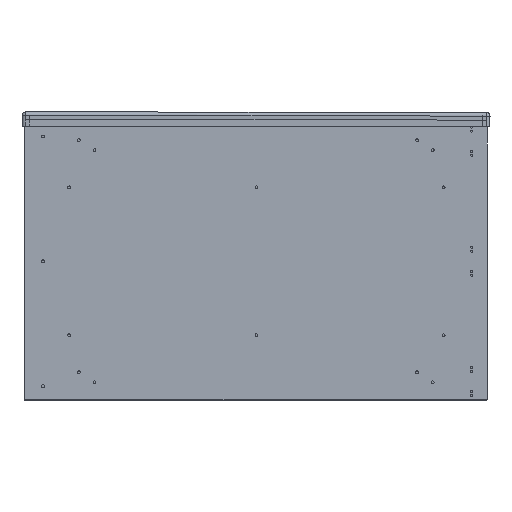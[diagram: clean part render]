
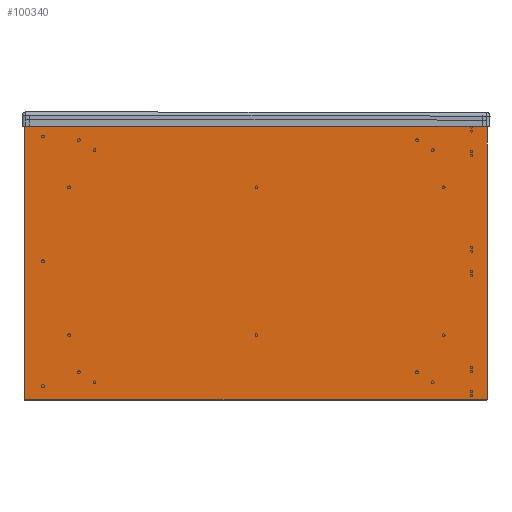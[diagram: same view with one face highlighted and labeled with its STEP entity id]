
A CAD part, left-side view. The second image highlights one B-rep face of the part: STEP entity #100340.
In plain terms, the highlighted planar face has unit normal (-1, 0, 0).
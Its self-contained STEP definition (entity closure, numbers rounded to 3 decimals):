
#100212=CARTESIAN_POINT('',(-842.0,-371.0,0.8));
#100213=VERTEX_POINT('',#100212);
#100223=CARTESIAN_POINT('',(-842.0,370.2,0.8));
#100224=VERTEX_POINT('',#100223);
#100225=CARTESIAN_POINT('',(-842.0,-371.0,0.8));
#100226=DIRECTION('',(0.0,1.0,0.0));
#100227=VECTOR('',#100226,741.2);
#100228=LINE('',#100225,#100227);
#100229=EDGE_CURVE('',#100224,#100213,#100228,.F.);
#100252=CARTESIAN_POINT('',(-842.0,370.2,444.2));
#100253=VERTEX_POINT('',#100252);
#100263=CARTESIAN_POINT('',(-842.0,370.2,444.2));
#100264=DIRECTION('',(0.0,0.0,-1.0));
#100265=VECTOR('',#100264,443.4);
#100266=LINE('',#100263,#100265);
#100267=EDGE_CURVE('',#100253,#100224,#100266,.T.);
#100279=CARTESIAN_POINT('',(-842.0,-371.0,444.2));
#100280=VERTEX_POINT('',#100279);
#100295=CARTESIAN_POINT('',(-842.0,-371.0,444.2));
#100296=DIRECTION('',(0.0,1.0,0.0));
#100297=VECTOR('',#100296,741.2);
#100298=LINE('',#100295,#100297);
#100299=EDGE_CURVE('',#100280,#100253,#100298,.T.);
#100324=CARTESIAN_POINT('',(-842.0,-371.0,445.0));
#100325=DIRECTION('',(-1.0,0.0,0.0));
#100326=DIRECTION('',(0.0,0.0,1.0));
#100327=AXIS2_PLACEMENT_3D('',#100324,#100325,#100326);
#100328=PLANE('',#100327);
#100329=ORIENTED_EDGE('',*,*,#100267,.T.);
#100330=ORIENTED_EDGE('',*,*,#100229,.T.);
#100331=CARTESIAN_POINT('',(-842.0,-371.0,444.2));
#100332=DIRECTION('',(0.0,0.0,-1.0));
#100333=VECTOR('',#100332,443.4);
#100334=LINE('',#100331,#100333);
#100335=EDGE_CURVE('',#100280,#100213,#100334,.T.);
#100336=ORIENTED_EDGE('',*,*,#100335,.F.);
#100337=ORIENTED_EDGE('',*,*,#100299,.T.);
#100338=EDGE_LOOP('',(#100329,#100330,#100336,#100337));
#100339=FACE_OUTER_BOUND('',#100338,.T.);
#100340=ADVANCED_FACE('',(#100339),#100328,.T.);
